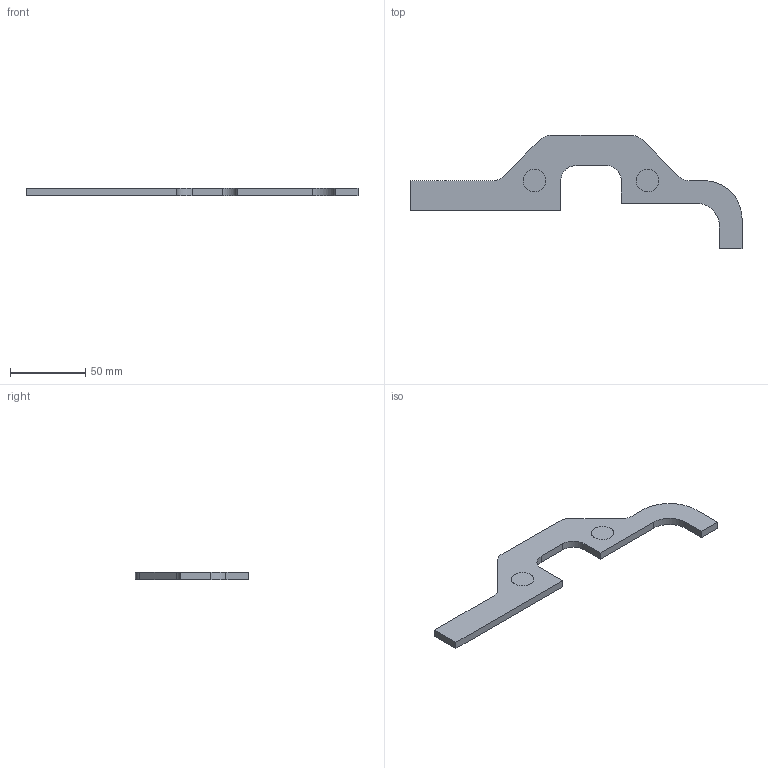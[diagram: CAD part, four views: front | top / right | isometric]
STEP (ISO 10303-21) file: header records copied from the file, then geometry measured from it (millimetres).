
FILE_DESCRIPTION( ( 'STEP AP203' ), '1' );
FILE_NAME( 'plik3d.step', ' ', ( ' ' ), ( ' ' ), 'PSStep 22.0.50', ' ', ' ' );
FILE_SCHEMA( ( 'CONFIG_CONTROL_DESIGN' ) );
Length unit declared in the file: metre
Products named in the file (3): 1; 2; 3
Bounding box: 220 x 75 x 5 mm (x, y, z)
Volume: 29796.1 mm3; surface area: 15797.9 mm2
Topology: 3 solids, 3 shells, 44 faces, 114 edges, 76 vertices
Faces by surface type: bspline 44
Entity records: 1326 total; most frequent: CARTESIAN_POINT 579, ORIENTED_EDGE 228, EDGE_CURVE 114, VERTEX_POINT 76, B_SPLINE_CURVE_WITH_KNOTS 66, EDGE_LOOP 48, ADVANCED_FACE 44, FACE_OUTER_BOUND 44
